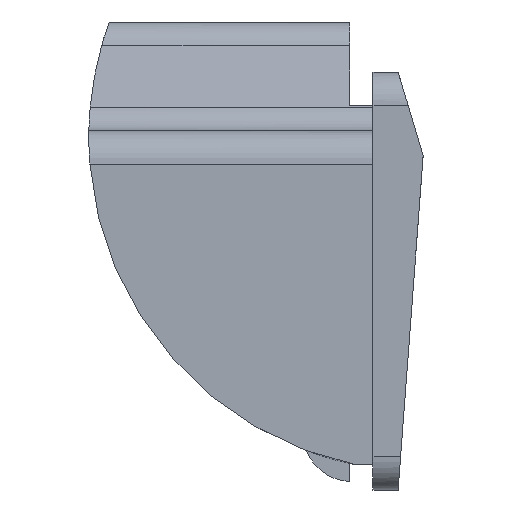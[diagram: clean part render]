
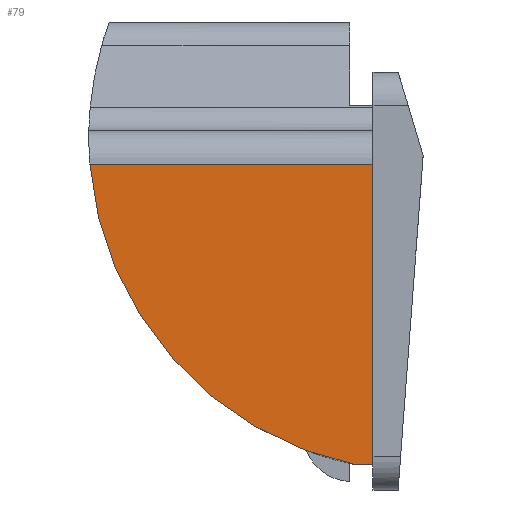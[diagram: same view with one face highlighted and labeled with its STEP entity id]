
A CAD part, left-side view. The second image highlights one B-rep face of the part: STEP entity #79.
In plain terms, the highlighted planar face has unit normal (-1, 0, 0).
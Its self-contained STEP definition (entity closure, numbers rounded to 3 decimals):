
#61 = CARTESIAN_POINT ( 'NONE',  ( -48.5, 0., 0. ) ) ;
#79 = ADVANCED_FACE ( 'NONE', ( #433 ), #1070, .F. ) ;
#110 = EDGE_CURVE ( 'NONE', #590, #365, #1628, .T. ) ;
#300 = CARTESIAN_POINT ( 'NONE',  ( -48.5, 1., -26.5 ) ) ;
#321 = DIRECTION ( 'NONE',  ( 0., 1., 0. ) ) ;
#335 = VECTOR ( 'NONE', #883, 1000. ) ;
#365 = VERTEX_POINT ( 'NONE', #300 ) ;
#433 = FACE_OUTER_BOUND ( 'NONE', #953, .T. ) ;
#444 = DIRECTION ( 'NONE',  ( 1., 0., 0. ) ) ;
#452 = ORIENTED_EDGE ( 'NONE', *, *, #110, .F. ) ;
#487 = CARTESIAN_POINT ( 'NONE',  ( -48.5, -3., -6.904 ) ) ;
#495 = EDGE_CURVE ( 'NONE', #880, #590, #969, .T. ) ;
#508 = VECTOR ( 'NONE', #1248, 1000. ) ;
#540 = DIRECTION ( 'NONE',  ( 0., 0., -1. ) ) ;
#590 = VERTEX_POINT ( 'NONE', #1606 ) ;
#621 = EDGE_CURVE ( 'NONE', #880, #1591, #866, .T. ) ;
#681 = AXIS2_PLACEMENT_3D ( 'NONE', #487, #444, #540 ) ;
#682 = CIRCLE ( 'NONE', #681, 20. ) ;
#802 = VECTOR ( 'NONE', #1444, 1000. ) ;
#839 = AXIS2_PLACEMENT_3D ( 'NONE', #61, #2098, #321 ) ;
#866 = LINE ( 'NONE', #2146, #802 ) ;
#880 = VERTEX_POINT ( 'NONE', #1504 ) ;
#883 = DIRECTION ( 'NONE',  ( 0., 1., 0. ) ) ;
#953 = EDGE_LOOP ( 'NONE', ( #1304, #2241, #1842, #452 ) ) ;
#969 = LINE ( 'NONE', #1273, #508 ) ;
#1008 = CARTESIAN_POINT ( 'NONE',  ( -48.5, 0., -26.5 ) ) ;
#1070 = PLANE ( 'NONE',  #839 ) ;
#1248 = DIRECTION ( 'NONE',  ( 0., 0., -1. ) ) ;
#1273 = CARTESIAN_POINT ( 'NONE',  ( -48.5, 0., -5. ) ) ;
#1304 = ORIENTED_EDGE ( 'NONE', *, *, #495, .F. ) ;
#1328 = EDGE_CURVE ( 'NONE', #365, #1591, #682, .T. ) ;
#1444 = DIRECTION ( 'NONE',  ( 0., 1., 0. ) ) ;
#1504 = CARTESIAN_POINT ( 'NONE',  ( -48.5, 0., -8.5 ) ) ;
#1548 = CARTESIAN_POINT ( 'NONE',  ( -48.5, 16.936, -8.5 ) ) ;
#1591 = VERTEX_POINT ( 'NONE', #1548 ) ;
#1606 = CARTESIAN_POINT ( 'NONE',  ( -48.5, 0., -26.5 ) ) ;
#1628 = LINE ( 'NONE', #1008, #335 ) ;
#1842 = ORIENTED_EDGE ( 'NONE', *, *, #1328, .F. ) ;
#2098 = DIRECTION ( 'NONE',  ( 1., 0., 0. ) ) ;
#2146 = CARTESIAN_POINT ( 'NONE',  ( -48.5, 0., -8.5 ) ) ;
#2241 = ORIENTED_EDGE ( 'NONE', *, *, #621, .T. ) ;
